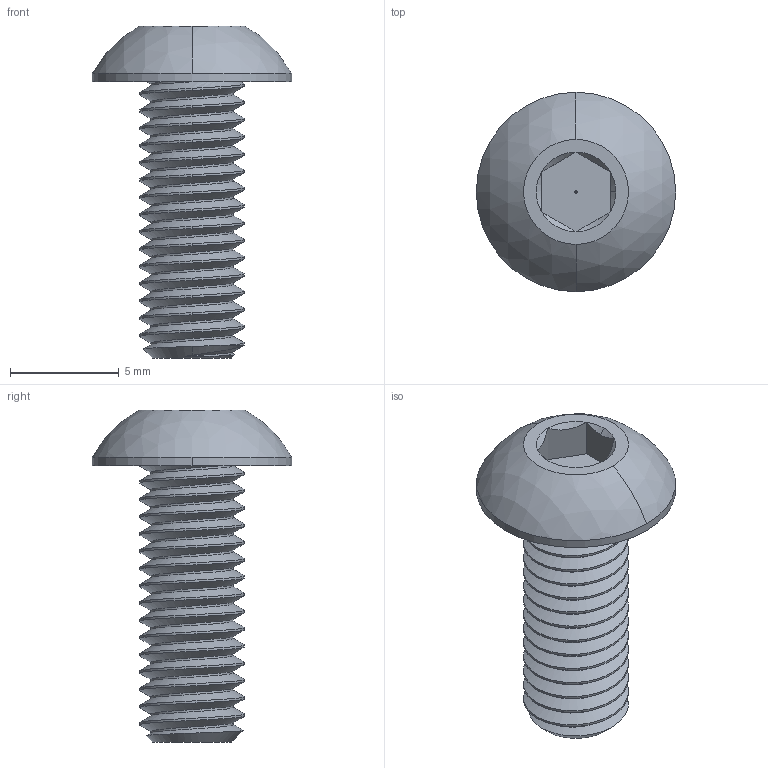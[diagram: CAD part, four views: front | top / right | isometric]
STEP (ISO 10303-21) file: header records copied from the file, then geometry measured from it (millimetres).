
FILE_DESCRIPTION (( 'STEP AP203' ), '1' );
FILE_NAME ('WCP-0253.STEP', '2021-05-12T23:07:32', ( '' ), ( '' ), 'SwSTEP 2.0', 'SolidWorks 2020', '' );
FILE_SCHEMA (( 'CONFIG_CONTROL_DESIGN' ));
Length unit declared in the file: inch
Products named in the file (1): WCP-0253
Bounding box: 9.17 x 9.17 x 15.27 mm (x, y, z)
Volume: 292.8 mm3; surface area: 479.7 mm2
Topology: 1 solids, 1 shells, 61 faces, 157 edges, 102 vertices
Faces by surface type: cylinder 33, cone 12, plane 11, bspline 3, sphere 2
Entity records: 4743 total; most frequent: CARTESIAN_POINT 3399, ORIENTED_EDGE 312, DIRECTION 218, EDGE_CURVE 156, VERTEX_POINT 100, AXIS2_PLACEMENT_3D 84, EDGE_LOOP 64, ADVANCED_FACE 61
